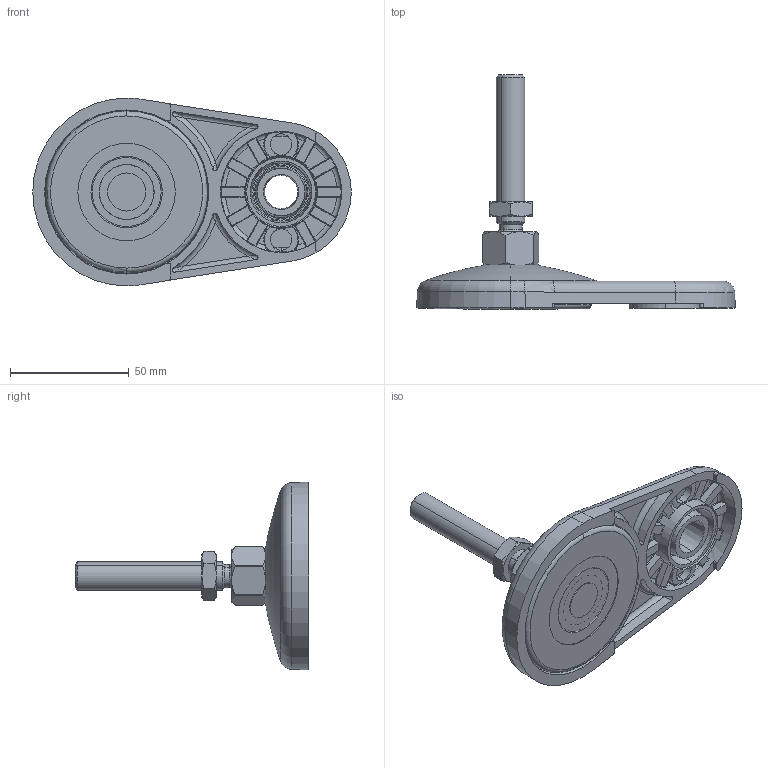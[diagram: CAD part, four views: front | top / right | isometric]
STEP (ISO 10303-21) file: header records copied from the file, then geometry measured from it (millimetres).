
FILE_DESCRIPTION (( 'STEP AP203' ), '1' );
FILE_NAME ('A60.17.80.12 Extended pivot feet 80 - M12 x 66.STEP', '2018-09-28T13:45:48', ( '' ), ( '' ), 'SwSTEP 2.0', 'SolidWorks 2015', '' );
FILE_SCHEMA (( 'CONFIG_CONTROL_DESIGN' ));
Length unit declared in the file: inch
Products named in the file (2): A60.17.80.12 Extended pivot feet 80 - M12 x 66
Bounding box: 134 x 98.4 x 79 mm (x, y, z)
Volume: 96845.6 mm3; surface area: 45717.3 mm2
Topology: 7 solids, 7 shells, 637 faces, 1600 edges, 986 vertices
Faces by surface type: cylinder 187, plane 139, torus 134, bspline 110, cone 67
Entity records: 27808 total; most frequent: CARTESIAN_POINT 13606, ORIENTED_EDGE 3184, DIRECTION 2646, EDGE_CURVE 1592, AXIS2_PLACEMENT_3D 1100, VERTEX_POINT 986, EDGE_LOOP 664, FACE_OUTER_BOUND 637
